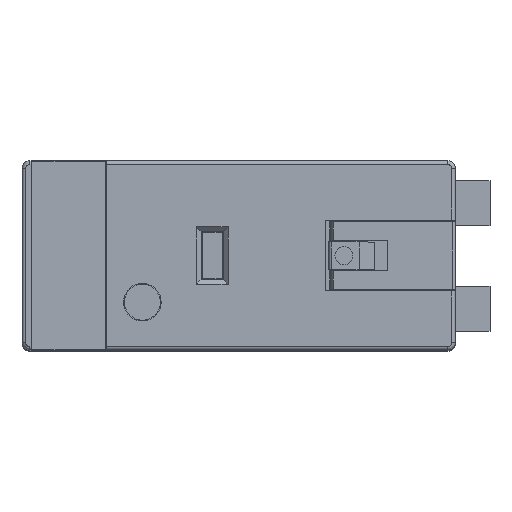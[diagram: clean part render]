
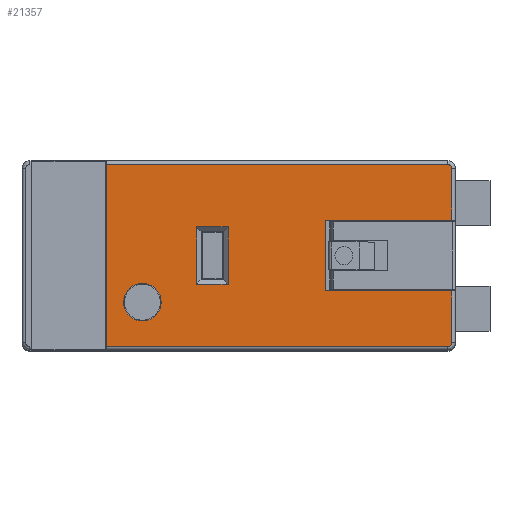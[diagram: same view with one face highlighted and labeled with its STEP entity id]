
A CAD part, top view. The second image highlights one B-rep face of the part: STEP entity #21357.
In plain terms, the highlighted planar face has unit normal (0, 0, 1).
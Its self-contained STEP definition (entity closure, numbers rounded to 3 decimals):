
#67 = VECTOR ( 'NONE', #15138, 1000. ) ;
#84 = CARTESIAN_POINT ( 'NONE',  ( -15., -6.3, 69.7 ) ) ;
#537 = CIRCLE ( 'NONE', #4418, 1.25 ) ;
#785 = ORIENTED_EDGE ( 'NONE', *, *, #15783, .T. ) ;
#1224 = VERTEX_POINT ( 'NONE', #13577 ) ;
#1411 = DIRECTION ( 'NONE',  ( 0., 0., 1. ) ) ;
#1518 = LINE ( 'NONE', #3069, #67 ) ;
#1642 = DIRECTION ( 'NONE',  ( 0., 0., 1. ) ) ;
#1899 = CARTESIAN_POINT ( 'NONE',  ( -1.1, -12.35, 69.7 ) ) ;
#1914 = ORIENTED_EDGE ( 'NONE', *, *, #10220, .T. ) ;
#1998 = LINE ( 'NONE', #12089, #15322 ) ;
#2247 = EDGE_CURVE ( 'NONE', #13405, #20042, #9489, .T. ) ;
#2301 = DIRECTION ( 'NONE',  ( 1., 0., 0. ) ) ;
#2422 = EDGE_CURVE ( 'NONE', #20042, #7351, #19569, .T. ) ;
#2543 = AXIS2_PLACEMENT_3D ( 'NONE', #4795, #21369, #16439 ) ;
#2545 = LINE ( 'NONE', #12206, #4453 ) ;
#2689 = VERTEX_POINT ( 'NONE', #21066 ) ;
#2833 = EDGE_CURVE ( 'NONE', #9943, #18431, #9698, .T. ) ;
#2918 = EDGE_LOOP ( 'NONE', ( #20818, #8575, #12618, #20184, #21299, #3541, #9691, #1914, #17839, #10728 ) ) ;
#3036 = VECTOR ( 'NONE', #4306, 1000. ) ;
#3069 = CARTESIAN_POINT ( 'NONE',  ( -23.8, -0.25, 69.7 ) ) ;
#3149 = VECTOR ( 'NONE', #21223, 1000. ) ;
#3192 = CARTESIAN_POINT ( 'NONE',  ( -0.85, -3.95, 69.7 ) ) ;
#3215 = ORIENTED_EDGE ( 'NONE', *, *, #3573, .F. ) ;
#3220 = CARTESIAN_POINT ( 'NONE',  ( -17.8, -4.7, 69.7 ) ) ;
#3293 = EDGE_CURVE ( 'NONE', #13996, #2689, #2545, .T. ) ;
#3541 = ORIENTED_EDGE ( 'NONE', *, *, #13495, .T. ) ;
#3573 = EDGE_CURVE ( 'NONE', #19890, #21428, #537, .T. ) ;
#3617 = CARTESIAN_POINT ( 'NONE',  ( -20.15, -9.4, 69.7 ) ) ;
#4306 = DIRECTION ( 'NONE',  ( 1., 0., 0. ) ) ;
#4318 = CARTESIAN_POINT ( 'NONE',  ( -17.8, -8.2, 69.7 ) ) ;
#4386 = EDGE_CURVE ( 'NONE', #18431, #7351, #1998, .T. ) ;
#4418 = AXIS2_PLACEMENT_3D ( 'NONE', #10759, #9218, #20523 ) ;
#4453 = VECTOR ( 'NONE', #17498, 1000. ) ;
#4599 = CARTESIAN_POINT ( 'NONE',  ( 0.164, -3.95, 69.7 ) ) ;
#4681 = AXIS2_PLACEMENT_3D ( 'NONE', #5710, #8568, #2301 ) ;
#4792 = LINE ( 'NONE', #18187, #4855 ) ;
#4795 = CARTESIAN_POINT ( 'NONE',  ( -1.1, -0.5, 69.7 ) ) ;
#4855 = VECTOR ( 'NONE', #15007, 1000. ) ;
#5033 = CARTESIAN_POINT ( 'NONE',  ( -1.1, -12.1, 69.7 ) ) ;
#5710 = CARTESIAN_POINT ( 'NONE',  ( -21.4, -9.4, 69.7 ) ) ;
#6224 = CARTESIAN_POINT ( 'NONE',  ( -15.7, -8.2, 69.7 ) ) ;
#6286 = CARTESIAN_POINT ( 'NONE',  ( -15.7, -7.9, 69.7 ) ) ;
#6948 = DIRECTION ( 'NONE',  ( 0., -1., 0. ) ) ;
#7230 = AXIS2_PLACEMENT_3D ( 'NONE', #5033, #1411, #16784 ) ;
#7351 = VERTEX_POINT ( 'NONE', #19035 ) ;
#7620 = DIRECTION ( 'NONE',  ( 1., 0., 0. ) ) ;
#7845 = CIRCLE ( 'NONE', #4681, 1.25 ) ;
#7868 = EDGE_CURVE ( 'NONE', #12069, #15354, #14613, .T. ) ;
#7893 = LINE ( 'NONE', #4599, #15737 ) ;
#7918 = VERTEX_POINT ( 'NONE', #3192 ) ;
#7919 = AXIS2_PLACEMENT_3D ( 'NONE', #84, #1642, #21616 ) ;
#7920 = EDGE_LOOP ( 'NONE', ( #14719, #3215 ) ) ;
#8410 = CARTESIAN_POINT ( 'NONE',  ( -22.65, -9.4, 69.7 ) ) ;
#8444 = FACE_BOUND ( 'NONE', #7920, .T. ) ;
#8555 = FACE_BOUND ( 'NONE', #9205, .T. ) ;
#8568 = DIRECTION ( 'NONE',  ( 0., 0., 1. ) ) ;
#8575 = ORIENTED_EDGE ( 'NONE', *, *, #4386, .T. ) ;
#8938 = VECTOR ( 'NONE', #19875, 1000. ) ;
#9205 = EDGE_LOOP ( 'NONE', ( #15470, #785, #17136, #16924 ) ) ;
#9218 = DIRECTION ( 'NONE',  ( 0., 0., 1. ) ) ;
#9489 = LINE ( 'NONE', #21230, #17062 ) ;
#9691 = ORIENTED_EDGE ( 'NONE', *, *, #10574, .T. ) ;
#9698 = CIRCLE ( 'NONE', #7230, 0.25 ) ;
#9943 = VERTEX_POINT ( 'NONE', #1899 ) ;
#10220 = EDGE_CURVE ( 'NONE', #20580, #2689, #1518, .T. ) ;
#10468 = VECTOR ( 'NONE', #7620, 1000. ) ;
#10559 = DIRECTION ( 'NONE',  ( 0., 1., 0. ) ) ;
#10574 = EDGE_CURVE ( 'NONE', #1224, #20580, #14472, .T. ) ;
#10631 = VECTOR ( 'NONE', #10559, 1000. ) ;
#10728 = ORIENTED_EDGE ( 'NONE', *, *, #16833, .T. ) ;
#10759 = CARTESIAN_POINT ( 'NONE',  ( -21.4, -9.4, 69.7 ) ) ;
#11177 = CARTESIAN_POINT ( 'NONE',  ( -1.1, -0.25, 69.7 ) ) ;
#11549 = CARTESIAN_POINT ( 'NONE',  ( -16., -4.4, 69.7 ) ) ;
#11642 = CARTESIAN_POINT ( 'NONE',  ( -23.8, -12.35, 69.7 ) ) ;
#11644 = EDGE_CURVE ( 'NONE', #21428, #19890, #7845, .T. ) ;
#11736 = FACE_OUTER_BOUND ( 'NONE', #2918, .T. ) ;
#12069 = VERTEX_POINT ( 'NONE', #15906 ) ;
#12089 = CARTESIAN_POINT ( 'NONE',  ( -0.85, -8.65, 69.7 ) ) ;
#12206 = CARTESIAN_POINT ( 'NONE',  ( -23.8, 0., 69.7 ) ) ;
#12236 = CARTESIAN_POINT ( 'NONE',  ( -9.2, -8.65, 69.7 ) ) ;
#12309 = CARTESIAN_POINT ( 'NONE',  ( -9.2, -3.95, 69.7 ) ) ;
#12618 = ORIENTED_EDGE ( 'NONE', *, *, #2422, .F. ) ;
#13405 = VERTEX_POINT ( 'NONE', #12309 ) ;
#13495 = EDGE_CURVE ( 'NONE', #7918, #1224, #17044, .T. ) ;
#13577 = CARTESIAN_POINT ( 'NONE',  ( -0.85, -0.5, 69.7 ) ) ;
#13831 = CARTESIAN_POINT ( 'NONE',  ( -0.85, -12.1, 69.7 ) ) ;
#13996 = VERTEX_POINT ( 'NONE', #11642 ) ;
#14472 = CIRCLE ( 'NONE', #2543, 0.25 ) ;
#14613 = LINE ( 'NONE', #6286, #8938 ) ;
#14719 = ORIENTED_EDGE ( 'NONE', *, *, #11644, .F. ) ;
#15007 = DIRECTION ( 'NONE',  ( -1., 0., 0. ) ) ;
#15138 = DIRECTION ( 'NONE',  ( -1., 0., 0. ) ) ;
#15322 = VECTOR ( 'NONE', #15406, 1000. ) ;
#15354 = VERTEX_POINT ( 'NONE', #6224 ) ;
#15406 = DIRECTION ( 'NONE',  ( 0., 1., 0. ) ) ;
#15470 = ORIENTED_EDGE ( 'NONE', *, *, #19946, .T. ) ;
#15737 = VECTOR ( 'NONE', #17993, 1000. ) ;
#15783 = EDGE_CURVE ( 'NONE', #18276, #17674, #19696, .T. ) ;
#15906 = CARTESIAN_POINT ( 'NONE',  ( -15.7, -4.4, 69.7 ) ) ;
#15979 = LINE ( 'NONE', #21226, #10468 ) ;
#16439 = DIRECTION ( 'NONE',  ( 1., 0., 0. ) ) ;
#16497 = DIRECTION ( 'NONE',  ( 1., 0., 0. ) ) ;
#16517 = EDGE_CURVE ( 'NONE', #7918, #13405, #7893, .T. ) ;
#16784 = DIRECTION ( 'NONE',  ( 1., 0., 0. ) ) ;
#16833 = EDGE_CURVE ( 'NONE', #13996, #9943, #15979, .T. ) ;
#16924 = ORIENTED_EDGE ( 'NONE', *, *, #7868, .T. ) ;
#16944 = CARTESIAN_POINT ( 'NONE',  ( -0.85, -0.5, 69.7 ) ) ;
#17044 = LINE ( 'NONE', #16944, #10631 ) ;
#17062 = VECTOR ( 'NONE', #6948, 1000. ) ;
#17136 = ORIENTED_EDGE ( 'NONE', *, *, #17440, .T. ) ;
#17440 = EDGE_CURVE ( 'NONE', #17674, #12069, #19573, .T. ) ;
#17498 = DIRECTION ( 'NONE',  ( 0., 1., 0. ) ) ;
#17674 = VERTEX_POINT ( 'NONE', #20857 ) ;
#17839 = ORIENTED_EDGE ( 'NONE', *, *, #3293, .F. ) ;
#17993 = DIRECTION ( 'NONE',  ( -1., 0., 0. ) ) ;
#18187 = CARTESIAN_POINT ( 'NONE',  ( -17.5, -8.2, 69.7 ) ) ;
#18276 = VERTEX_POINT ( 'NONE', #4318 ) ;
#18431 = VERTEX_POINT ( 'NONE', #13831 ) ;
#18548 = PLANE ( 'NONE',  #7919 ) ;
#18913 = VECTOR ( 'NONE', #16497, 1000. ) ;
#19035 = CARTESIAN_POINT ( 'NONE',  ( -0.85, -8.65, 69.7 ) ) ;
#19569 = LINE ( 'NONE', #21203, #3036 ) ;
#19573 = LINE ( 'NONE', #11549, #18913 ) ;
#19696 = LINE ( 'NONE', #3220, #3149 ) ;
#19875 = DIRECTION ( 'NONE',  ( 0., -1., 0. ) ) ;
#19890 = VERTEX_POINT ( 'NONE', #8410 ) ;
#19946 = EDGE_CURVE ( 'NONE', #15354, #18276, #4792, .T. ) ;
#20042 = VERTEX_POINT ( 'NONE', #12236 ) ;
#20184 = ORIENTED_EDGE ( 'NONE', *, *, #2247, .F. ) ;
#20523 = DIRECTION ( 'NONE',  ( 1., 0., 0. ) ) ;
#20580 = VERTEX_POINT ( 'NONE', #11177 ) ;
#20818 = ORIENTED_EDGE ( 'NONE', *, *, #2833, .T. ) ;
#20857 = CARTESIAN_POINT ( 'NONE',  ( -17.8, -4.4, 69.7 ) ) ;
#21066 = CARTESIAN_POINT ( 'NONE',  ( -23.8, -0.25, 69.7 ) ) ;
#21203 = CARTESIAN_POINT ( 'NONE',  ( 0.164, -8.65, 69.7 ) ) ;
#21223 = DIRECTION ( 'NONE',  ( 0., 1., 0. ) ) ;
#21226 = CARTESIAN_POINT ( 'NONE',  ( -1.1, -12.35, 69.7 ) ) ;
#21230 = CARTESIAN_POINT ( 'NONE',  ( -9.2, -3.95, 69.7 ) ) ;
#21299 = ORIENTED_EDGE ( 'NONE', *, *, #16517, .F. ) ;
#21357 = ADVANCED_FACE ( 'NONE', ( #11736, #8555, #8444 ), #18548, .T. ) ;
#21369 = DIRECTION ( 'NONE',  ( 0., 0., 1. ) ) ;
#21428 = VERTEX_POINT ( 'NONE', #3617 ) ;
#21616 = DIRECTION ( 'NONE',  ( 1., 0., 0. ) ) ;
